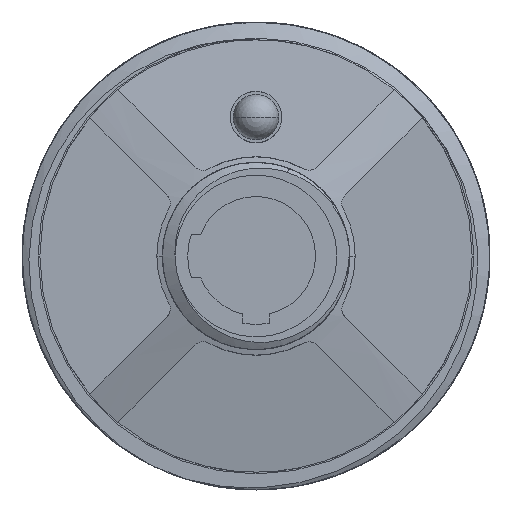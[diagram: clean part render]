
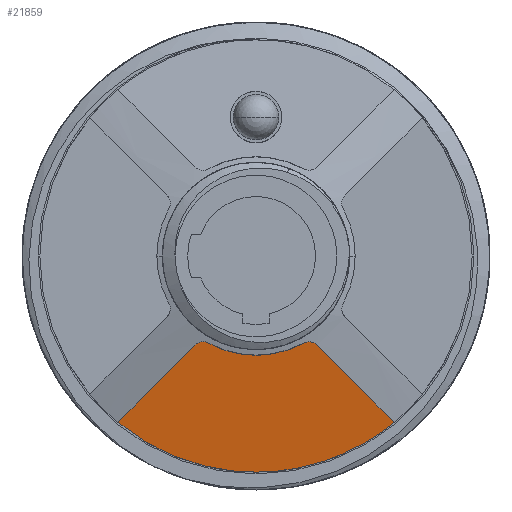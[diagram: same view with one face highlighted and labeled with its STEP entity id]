
A CAD part, left-side view. The second image highlights one B-rep face of the part: STEP entity #21859.
In plain terms, the highlighted face is planar.
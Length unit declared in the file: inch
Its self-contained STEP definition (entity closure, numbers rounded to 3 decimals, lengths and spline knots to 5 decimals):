
#18386=CARTESIAN_POINT('',(0.15438,0.22509,
0.66141));
#18387=CARTESIAN_POINT('',(0.14912,0.21983,
0.66234));
#18388=CARTESIAN_POINT('',(0.13774,0.21515,
0.66316));
#18389=CARTESIAN_POINT('',(0.12547,0.21636,
0.66295));
#18390=CARTESIAN_POINT('',(0.1189,0.21992,
0.66232));
#18409=CARTESIAN_POINT('',(-0.1189,0.21992,
0.66232));
#18410=CARTESIAN_POINT('',(-0.12547,0.21636,
0.66295));
#18411=CARTESIAN_POINT('',(-0.13774,0.21515,
0.66316));
#18412=CARTESIAN_POINT('',(-0.14912,0.21983,
0.66234));
#18413=CARTESIAN_POINT('',(-0.15438,0.22509,
0.66141));
#18427=CARTESIAN_POINT('',(0.34839,0.4191,
0.6272));
#18428=CARTESIAN_POINT('',(0.31936,0.44324,
0.62294));
#18429=CARTESIAN_POINT('',(0.26129,0.48164,
0.61617));
#18430=CARTESIAN_POINT('',(0.14516,0.53156,
0.60737));
#18431=CARTESIAN_POINT('',(0.,0.55396,0.60342));
#18432=CARTESIAN_POINT('',(-0.14516,0.53156,
0.60737));
#18433=CARTESIAN_POINT('',(-0.26129,0.48164,
0.61617));
#18434=CARTESIAN_POINT('',(-0.31936,0.44324,
0.62294));
#18435=CARTESIAN_POINT('',(-0.34839,0.4191,
0.6272));
#18437=DIRECTION('',(0.702,0.702,-0.124));
#18438=VECTOR('',#18437,0.2765);
#18439=CARTESIAN_POINT('',(0.15438,0.22509,
0.66141));
#18440=LINE('',#18439,#18438);
#18441=CARTESIAN_POINT('',(-0.1189,0.21992,
0.66232));
#18442=CARTESIAN_POINT('',(-0.09908,0.23063,
0.66043));
#18443=CARTESIAN_POINT('',(-0.05945,0.24534,
0.65784));
#18444=CARTESIAN_POINT('',(0.,0.25233,0.65661));
#18445=CARTESIAN_POINT('',(0.05945,0.24534,
0.65784));
#18446=CARTESIAN_POINT('',(0.09908,0.23063,
0.66043));
#18447=CARTESIAN_POINT('',(0.1189,0.21992,
0.66232));
#18449=DIRECTION('',(0.702,-0.702,0.124));
#18450=VECTOR('',#18449,0.2765);
#18451=CARTESIAN_POINT('',(-0.34839,0.4191,
0.6272));
#18452=LINE('',#18451,#18450);
#18555=CARTESIAN_POINT('',(-0.34839,0.4191,
0.6272));
#18556=VERTEX_POINT('',#18555);
#18557=CARTESIAN_POINT('',(0.34839,0.4191,
0.6272));
#18558=VERTEX_POINT('',#18557);
#18650=CARTESIAN_POINT('',(0.15438,0.22509,
0.66141));
#18652=VERTEX_POINT('',#18650);
#18654=CARTESIAN_POINT('',(0.1189,0.21992,
0.66232));
#18656=VERTEX_POINT('',#18654);
#18658=CARTESIAN_POINT('',(-0.1189,0.21992,
0.66232));
#18660=VERTEX_POINT('',#18658);
#18662=CARTESIAN_POINT('',(-0.15438,0.22509,
0.66141));
#18664=VERTEX_POINT('',#18662);
#21846=CARTESIAN_POINT('',(0.17325,0.1661,
0.67181));
#21847=DIRECTION('',(0.,0.174,0.985));
#21848=DIRECTION('',(1.,0.,0.));
#21849=AXIS2_PLACEMENT_3D('',#21846,#21847,#21848);
#21850=PLANE('',#21849);
#21851=ORIENTED_EDGE('',*,*,#20774,.F.);
#21852=ORIENTED_EDGE('',*,*,#21786,.F.);
#21853=ORIENTED_EDGE('',*,*,#21800,.T.);
#21854=ORIENTED_EDGE('',*,*,#21814,.F.);
#21855=ORIENTED_EDGE('',*,*,#21828,.T.);
#21856=ORIENTED_EDGE('',*,*,#21839,.F.);
#21857=EDGE_LOOP('',(#21851,#21852,#21853,#21854,#21855,#21856));
#21858=FACE_OUTER_BOUND('',#21857,.F.);
#21859=ADVANCED_FACE('',(#21858),#21850,.T.);
#18391=B_SPLINE_CURVE_WITH_KNOTS('',3,(#18386,#18387,#18388,#18389,#18390),
.UNSPECIFIED.,.F.,.F.,(4,1,4),(0.,0.5,1.),.UNSPECIFIED.);
#18414=B_SPLINE_CURVE_WITH_KNOTS('',3,(#18409,#18410,#18411,#18412,#18413),
.UNSPECIFIED.,.F.,.F.,(4,1,4),(0.,0.5,1.),.UNSPECIFIED.);
#18436=B_SPLINE_CURVE_WITH_KNOTS('',3,(#18427,#18428,#18429,#18430,#18431,
#18432,#18433,#18434,#18435),.UNSPECIFIED.,.F.,.F.,(4,1,1,1,1,1,4),(0.,
0.125,0.25,0.5,0.75,0.875,1.),.UNSPECIFIED.);
#18448=B_SPLINE_CURVE_WITH_KNOTS('',3,(#18441,#18442,#18443,#18444,#18445,
#18446,#18447),.UNSPECIFIED.,.F.,.F.,(4,1,1,1,4),(0.,0.25,0.5,0.75,
1.),.UNSPECIFIED.);
#20774=EDGE_CURVE('',#18558,#18556,#18436,.T.);
#21786=EDGE_CURVE('',#18652,#18558,#18440,.T.);
#21800=EDGE_CURVE('',#18652,#18656,#18391,.T.);
#21814=EDGE_CURVE('',#18660,#18656,#18448,.T.);
#21828=EDGE_CURVE('',#18660,#18664,#18414,.T.);
#21839=EDGE_CURVE('',#18556,#18664,#18452,.T.);
